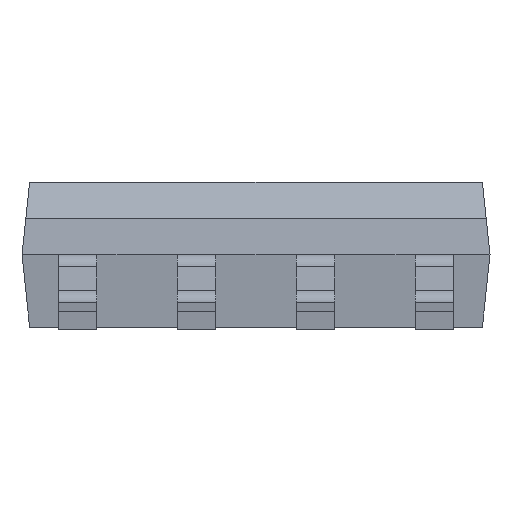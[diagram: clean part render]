
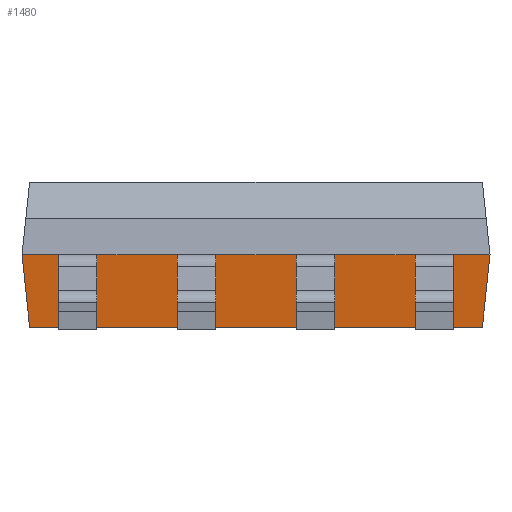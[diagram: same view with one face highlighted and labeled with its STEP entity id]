
A CAD part, front view. The second image highlights one B-rep face of the part: STEP entity #1480.
In plain terms, the highlighted planar face has unit normal (0, -0.995, -0.104).
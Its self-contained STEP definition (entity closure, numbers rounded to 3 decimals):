
#1411 = VERTEX_POINT('',#1412);
#1412 = CARTESIAN_POINT('',(2.419,-1.919,
    0.04));
#1420 = EDGE_CURVE('',#1421,#1411,#1423,.T.);
#1421 = VERTEX_POINT('',#1422);
#1422 = CARTESIAN_POINT('',(-2.419,-1.919,
    0.04));
#1423 = LINE('',#1424,#1425);
#1424 = CARTESIAN_POINT('',(-2.5,-1.919,0.04));
#1425 = VECTOR('',#1426,1.);
#1426 = DIRECTION('',(1.,0.,0.));
#1480 = ADVANCED_FACE('',(#1481),#1634,.T.);
#1481 = FACE_BOUND('',#1482,.T.);
#1482 = EDGE_LOOP('',(#1483,#1493,#1501,#1509,#1517,#1525,#1533,#1541,
    #1549,#1557,#1565,#1573,#1581,#1589,#1597,#1605,#1613,#1619,#1620,
    #1628));
#1483 = ORIENTED_EDGE('',*,*,#1484,.F.);
#1484 = EDGE_CURVE('',#1485,#1487,#1489,.T.);
#1485 = VERTEX_POINT('',#1486);
#1486 = CARTESIAN_POINT('',(2.11,-1.979,0.615));
#1487 = VERTEX_POINT('',#1488);
#1488 = CARTESIAN_POINT('',(2.11,-2.,0.815));
#1489 = LINE('',#1490,#1491);
#1490 = CARTESIAN_POINT('',(2.11,-2.,0.815));
#1491 = VECTOR('',#1492,1.);
#1492 = DIRECTION('',(0.,-0.105,0.995));
#1493 = ORIENTED_EDGE('',*,*,#1494,.F.);
#1494 = EDGE_CURVE('',#1495,#1485,#1497,.T.);
#1495 = VERTEX_POINT('',#1496);
#1496 = CARTESIAN_POINT('',(1.7,-1.979,0.615));
#1497 = LINE('',#1498,#1499);
#1498 = CARTESIAN_POINT('',(-2.5,-1.979,0.615));
#1499 = VECTOR('',#1500,1.);
#1500 = DIRECTION('',(1.,0.,0.));
#1501 = ORIENTED_EDGE('',*,*,#1502,.T.);
#1502 = EDGE_CURVE('',#1495,#1503,#1505,.T.);
#1503 = VERTEX_POINT('',#1504);
#1504 = CARTESIAN_POINT('',(1.7,-2.,0.815));
#1505 = LINE('',#1506,#1507);
#1506 = CARTESIAN_POINT('',(1.7,-2.,0.815));
#1507 = VECTOR('',#1508,1.);
#1508 = DIRECTION('',(0.,-0.105,0.995));
#1509 = ORIENTED_EDGE('',*,*,#1510,.F.);
#1510 = EDGE_CURVE('',#1511,#1503,#1513,.T.);
#1511 = VERTEX_POINT('',#1512);
#1512 = CARTESIAN_POINT('',(0.84,-2.,0.815));
#1513 = LINE('',#1514,#1515);
#1514 = CARTESIAN_POINT('',(-2.5,-2.,0.815));
#1515 = VECTOR('',#1516,1.);
#1516 = DIRECTION('',(1.,0.,0.));
#1517 = ORIENTED_EDGE('',*,*,#1518,.F.);
#1518 = EDGE_CURVE('',#1519,#1511,#1521,.T.);
#1519 = VERTEX_POINT('',#1520);
#1520 = CARTESIAN_POINT('',(0.84,-1.979,0.615));
#1521 = LINE('',#1522,#1523);
#1522 = CARTESIAN_POINT('',(0.84,-2.,0.815));
#1523 = VECTOR('',#1524,1.);
#1524 = DIRECTION('',(0.,-0.105,0.995));
#1525 = ORIENTED_EDGE('',*,*,#1526,.F.);
#1526 = EDGE_CURVE('',#1527,#1519,#1529,.T.);
#1527 = VERTEX_POINT('',#1528);
#1528 = CARTESIAN_POINT('',(0.43,-1.979,0.615));
#1529 = LINE('',#1530,#1531);
#1530 = CARTESIAN_POINT('',(-2.5,-1.979,0.615));
#1531 = VECTOR('',#1532,1.);
#1532 = DIRECTION('',(1.,0.,0.));
#1533 = ORIENTED_EDGE('',*,*,#1534,.T.);
#1534 = EDGE_CURVE('',#1527,#1535,#1537,.T.);
#1535 = VERTEX_POINT('',#1536);
#1536 = CARTESIAN_POINT('',(0.43,-2.,0.815));
#1537 = LINE('',#1538,#1539);
#1538 = CARTESIAN_POINT('',(0.43,-2.,0.815));
#1539 = VECTOR('',#1540,1.);
#1540 = DIRECTION('',(0.,-0.105,0.995));
#1541 = ORIENTED_EDGE('',*,*,#1542,.F.);
#1542 = EDGE_CURVE('',#1543,#1535,#1545,.T.);
#1543 = VERTEX_POINT('',#1544);
#1544 = CARTESIAN_POINT('',(-0.43,-2.,0.815));
#1545 = LINE('',#1546,#1547);
#1546 = CARTESIAN_POINT('',(-2.5,-2.,0.815));
#1547 = VECTOR('',#1548,1.);
#1548 = DIRECTION('',(1.,0.,0.));
#1549 = ORIENTED_EDGE('',*,*,#1550,.F.);
#1550 = EDGE_CURVE('',#1551,#1543,#1553,.T.);
#1551 = VERTEX_POINT('',#1552);
#1552 = CARTESIAN_POINT('',(-0.43,-1.979,0.615));
#1553 = LINE('',#1554,#1555);
#1554 = CARTESIAN_POINT('',(-0.43,-2.,0.815));
#1555 = VECTOR('',#1556,1.);
#1556 = DIRECTION('',(0.,-0.105,0.995));
#1557 = ORIENTED_EDGE('',*,*,#1558,.F.);
#1558 = EDGE_CURVE('',#1559,#1551,#1561,.T.);
#1559 = VERTEX_POINT('',#1560);
#1560 = CARTESIAN_POINT('',(-0.84,-1.979,0.615));
#1561 = LINE('',#1562,#1563);
#1562 = CARTESIAN_POINT('',(-2.5,-1.979,0.615));
#1563 = VECTOR('',#1564,1.);
#1564 = DIRECTION('',(1.,0.,0.));
#1565 = ORIENTED_EDGE('',*,*,#1566,.T.);
#1566 = EDGE_CURVE('',#1559,#1567,#1569,.T.);
#1567 = VERTEX_POINT('',#1568);
#1568 = CARTESIAN_POINT('',(-0.84,-2.,0.815));
#1569 = LINE('',#1570,#1571);
#1570 = CARTESIAN_POINT('',(-0.84,-2.,0.815));
#1571 = VECTOR('',#1572,1.);
#1572 = DIRECTION('',(0.,-0.105,0.995));
#1573 = ORIENTED_EDGE('',*,*,#1574,.F.);
#1574 = EDGE_CURVE('',#1575,#1567,#1577,.T.);
#1575 = VERTEX_POINT('',#1576);
#1576 = CARTESIAN_POINT('',(-1.7,-2.,0.815));
#1577 = LINE('',#1578,#1579);
#1578 = CARTESIAN_POINT('',(-2.5,-2.,0.815));
#1579 = VECTOR('',#1580,1.);
#1580 = DIRECTION('',(1.,0.,0.));
#1581 = ORIENTED_EDGE('',*,*,#1582,.F.);
#1582 = EDGE_CURVE('',#1583,#1575,#1585,.T.);
#1583 = VERTEX_POINT('',#1584);
#1584 = CARTESIAN_POINT('',(-1.7,-1.979,0.615));
#1585 = LINE('',#1586,#1587);
#1586 = CARTESIAN_POINT('',(-1.7,-2.,0.815));
#1587 = VECTOR('',#1588,1.);
#1588 = DIRECTION('',(0.,-0.105,0.995));
#1589 = ORIENTED_EDGE('',*,*,#1590,.F.);
#1590 = EDGE_CURVE('',#1591,#1583,#1593,.T.);
#1591 = VERTEX_POINT('',#1592);
#1592 = CARTESIAN_POINT('',(-2.11,-1.979,0.615));
#1593 = LINE('',#1594,#1595);
#1594 = CARTESIAN_POINT('',(-2.5,-1.979,0.615));
#1595 = VECTOR('',#1596,1.);
#1596 = DIRECTION('',(1.,0.,0.));
#1597 = ORIENTED_EDGE('',*,*,#1598,.T.);
#1598 = EDGE_CURVE('',#1591,#1599,#1601,.T.);
#1599 = VERTEX_POINT('',#1600);
#1600 = CARTESIAN_POINT('',(-2.11,-2.,0.815));
#1601 = LINE('',#1602,#1603);
#1602 = CARTESIAN_POINT('',(-2.11,-2.,0.815));
#1603 = VECTOR('',#1604,1.);
#1604 = DIRECTION('',(0.,-0.105,0.995));
#1605 = ORIENTED_EDGE('',*,*,#1606,.F.);
#1606 = EDGE_CURVE('',#1607,#1599,#1609,.T.);
#1607 = VERTEX_POINT('',#1608);
#1608 = CARTESIAN_POINT('',(-2.5,-2.,0.815));
#1609 = LINE('',#1610,#1611);
#1610 = CARTESIAN_POINT('',(-2.5,-2.,0.815));
#1611 = VECTOR('',#1612,1.);
#1612 = DIRECTION('',(1.,0.,0.));
#1613 = ORIENTED_EDGE('',*,*,#1614,.F.);
#1614 = EDGE_CURVE('',#1421,#1607,#1615,.T.);
#1615 = LINE('',#1616,#1617);
#1616 = CARTESIAN_POINT('',(-2.5,-2.,0.815));
#1617 = VECTOR('',#1618,1.);
#1618 = DIRECTION('',(-0.104,-0.104,0.989));
#1619 = ORIENTED_EDGE('',*,*,#1420,.T.);
#1620 = ORIENTED_EDGE('',*,*,#1621,.T.);
#1621 = EDGE_CURVE('',#1411,#1622,#1624,.T.);
#1622 = VERTEX_POINT('',#1623);
#1623 = CARTESIAN_POINT('',(2.5,-2.,0.815));
#1624 = LINE('',#1625,#1626);
#1625 = CARTESIAN_POINT('',(2.446,-1.946,
    0.301));
#1626 = VECTOR('',#1627,1.);
#1627 = DIRECTION('',(0.104,-0.104,0.989));
#1628 = ORIENTED_EDGE('',*,*,#1629,.F.);
#1629 = EDGE_CURVE('',#1487,#1622,#1630,.T.);
#1630 = LINE('',#1631,#1632);
#1631 = CARTESIAN_POINT('',(-2.5,-2.,0.815));
#1632 = VECTOR('',#1633,1.);
#1633 = DIRECTION('',(1.,0.,0.));
#1634 = PLANE('',#1635);
#1635 = AXIS2_PLACEMENT_3D('',#1636,#1637,#1638);
#1636 = CARTESIAN_POINT('',(-2.5,-2.,0.815));
#1637 = DIRECTION('',(0.,-0.995,-0.105));
#1638 = DIRECTION('',(0.,0.105,-0.995));
